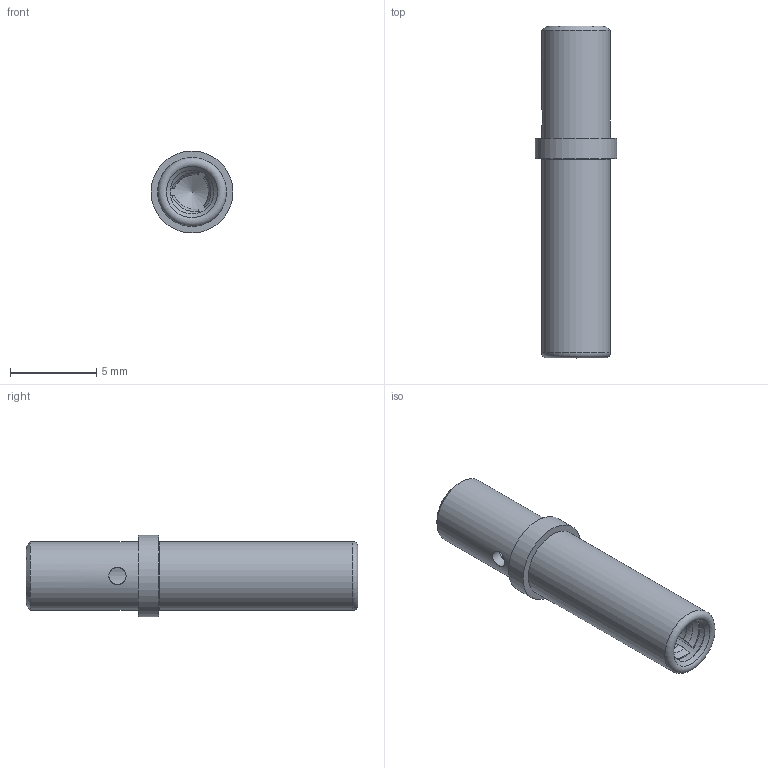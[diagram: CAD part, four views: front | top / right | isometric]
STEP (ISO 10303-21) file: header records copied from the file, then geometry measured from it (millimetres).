
FILE_DESCRIPTION(/* description */ (''),/* implementation_level */ '2;1');
FILE_NAME(/* name */ 'AT62-203-12141.stp',/* time_stamp */ '2016-10-12T10:35:21+02:00',/* author */ (''),/* organization */ (''),/* preprocessor_version */ 'ST-DEVELOPER v15',/* originating_system */ 'SIEMENS PLM Software NX 9.0',/* authorisation */ '');
FILE_SCHEMA (('CONFIG_CONTROL_DESIGN'));
Length unit declared in the file: millimetre
Products named in the file (1): at62-203-12141nxm001-01
Bounding box: 4.75 x 19.25 x 4.75 mm (x, y, z)
Volume: 139.6 mm3; surface area: 568 mm2
Topology: 1 solids, 1 shells, 62 faces, 145 edges, 87 vertices
Faces by surface type: plane 22, cone 15, cylinder 14, torus 11
Full cylindrical faces by diameter (mm): 1 x1, 2.6 x1, 2.8 x1, 3.55 x1, 3.65 x1, 3.97 x1, 4 x1, 4.75 x1
Entity records: 1870 total; most frequent: CARTESIAN_POINT 463, DIRECTION 292, ORIENTED_EDGE 242, AXIS2_PLACEMENT_3D 122, EDGE_CURVE 121, EDGE_LOOP 82, VERTEX_POINT 81, ADVANCED_FACE 62
